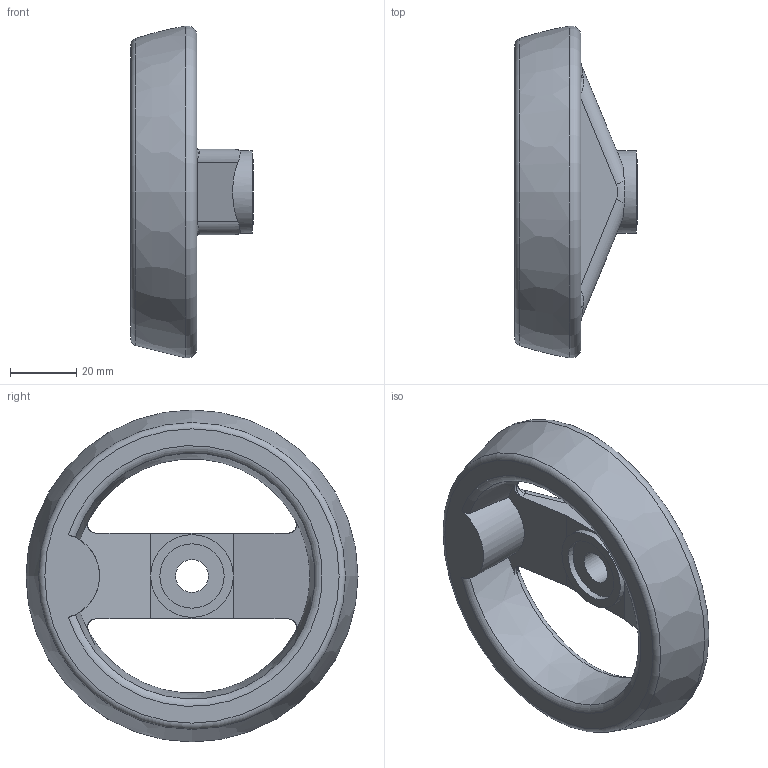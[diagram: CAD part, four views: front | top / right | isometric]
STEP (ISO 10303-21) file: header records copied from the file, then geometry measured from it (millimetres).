
FILE_DESCRIPTION(/* description */ (''),/* implementation_level */ '2;1');
FILE_NAME(/* name */ 'NTW100.dxf',/* time_stamp */ '2012-11-23T16:22:20+08:00',/* author */ (''),/* organization */ (''),/* preprocessor_version */ 'ST-DEVELOPER v9',/* originating_system */ 'UGS - NX 4.0',/* authorisation */ '');
FILE_SCHEMA (('CONFIG_CONTROL_DESIGN'));
Length unit declared in the file: millimetre
Products named in the file (1): Admi8F6Cxlwz
Bounding box: 37 x 100.55 x 100.55 mm (x, y, z)
Volume: 85699.3 mm3; surface area: 22083.3 mm2
Topology: 1 solids, 1 shells, 51 faces, 136 edges, 87 vertices
Faces by surface type: bspline 17, plane 14, cylinder 12, torus 7, cone 1
Full cylindrical faces by diameter (mm): 10 x1, 19.5 x2, 25 x2
Entity records: 2150 total; most frequent: CARTESIAN_POINT 965, ORIENTED_EDGE 250, DIRECTION 190, EDGE_CURVE 125, VERTEX_POINT 84, AXIS2_PLACEMENT_3D 84, EDGE_LOOP 65, B_SPLINE_CURVE_WITH_KNOTS 54
